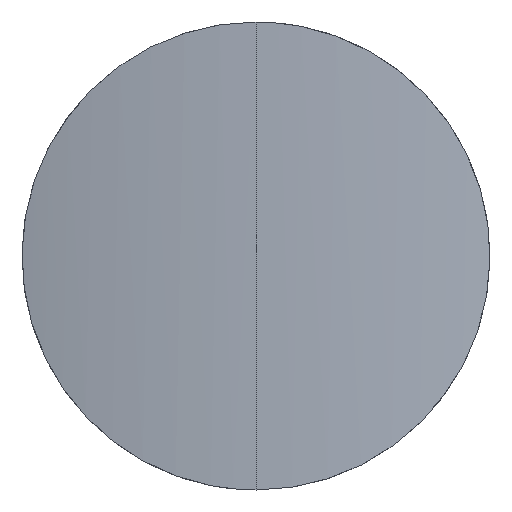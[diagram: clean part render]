
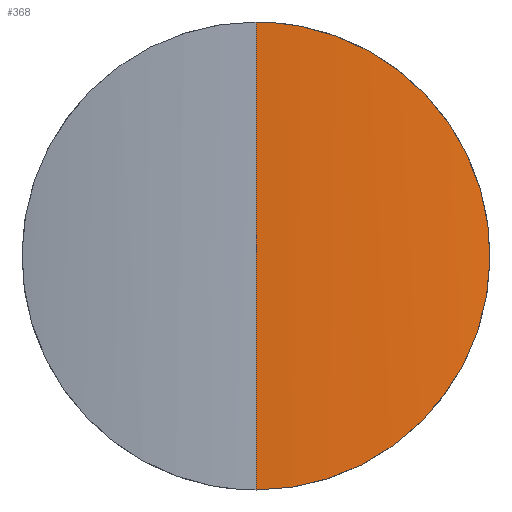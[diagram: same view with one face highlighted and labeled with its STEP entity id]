
A CAD part, left-side view. The second image highlights one B-rep face of the part: STEP entity #368.
In plain terms, the highlighted cylindrical face has radius 53 mm (diameter 106 mm), a partial arc.
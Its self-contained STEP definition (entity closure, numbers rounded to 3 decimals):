
#10 = CARTESIAN_POINT ( 'NONE',  ( 0.322, -5.865, 1.547 ) ) ;
#12 = CARTESIAN_POINT ( 'NONE',  ( 0.98, -10.153, 17.564 ) ) ;
#13 = CARTESIAN_POINT ( 'NONE',  ( 0.133, -3.767, 0.616 ) ) ;
#15 = CARTESIAN_POINT ( 'NONE',  ( 0.085, -3.031, 0.393 ) ) ;
#19 = CARTESIAN_POINT ( 'NONE',  ( 0.134, -3.785, 22.778 ) ) ;
#21 = EDGE_CURVE ( 'NONE', #98, #37, #339, .T. ) ;
#23 = CARTESIAN_POINT ( 'NONE',  ( 0., 0., 23.4 ) ) ;
#26 = CARTESIAN_POINT ( 'NONE',  ( 0., 0., 23.4 ) ) ;
#30 = DIRECTION ( 'NONE',  ( 0., 0., -1. ) ) ;
#37 = VERTEX_POINT ( 'NONE', #26 ) ;
#44 = CARTESIAN_POINT ( 'NONE',  ( 0.16, -4.132, 0.747 ) ) ;
#46 = LINE ( 'NONE', #23, #255 ) ;
#48 = CARTESIAN_POINT ( 'NONE',  ( 1.22, -11.307, 14.731 ) ) ;
#55 = EDGE_CURVE ( 'NONE', #37, #98, #46, .T. ) ;
#69 = ORIENTED_EDGE ( 'NONE', *, *, #21, .T. ) ;
#73 = CARTESIAN_POINT ( 'NONE',  ( 1.143, -10.948, 7.557 ) ) ;
#75 = CARTESIAN_POINT ( 'NONE',  ( 0.017, -1.537, 0.076 ) ) ;
#79 = CARTESIAN_POINT ( 'NONE',  ( 1.17, -11.078, 7.915 ) ) ;
#84 = CARTESIAN_POINT ( 'NONE',  ( 0.066, -2.676, 23.096 ) ) ;
#87 = CARTESIAN_POINT ( 'NONE',  ( 0., 0., 23.4 ) ) ;
#92 = AXIS2_PLACEMENT_3D ( 'NONE', #256, #30, #111 ) ;
#95 = ORIENTED_EDGE ( 'NONE', *, *, #55, .T. ) ;
#98 = VERTEX_POINT ( 'NONE', #239 ) ;
#101 = CARTESIAN_POINT ( 'NONE',  ( 0.48, -7.127, 2.413 ) ) ;
#103 = CARTESIAN_POINT ( 'NONE',  ( 1.24, -11.396, 9.024 ) ) ;
#106 = CARTESIAN_POINT ( 'NONE',  ( 0.693, -8.544, 19.702 ) ) ;
#107 = CARTESIAN_POINT ( 'NONE',  ( 0.065, -2.66, 0.3 ) ) ;
#109 = CARTESIAN_POINT ( 'NONE',  ( 1.24, -11.4, 14.36 ) ) ;
#110 = CYLINDRICAL_SURFACE ( 'NONE', #92, 53. ) ;
#111 = DIRECTION ( 'NONE',  ( -1., 0., 0. ) ) ;
#131 = CARTESIAN_POINT ( 'NONE',  ( 0.565, -7.738, 20.508 ) ) ;
#135 = CARTESIAN_POINT ( 'NONE',  ( 0.861, -9.517, 18.516 ) ) ;
#158 = CARTESIAN_POINT ( 'NONE',  ( 0., -0.775, 0. ) ) ;
#162 = CARTESIAN_POINT ( 'NONE',  ( 0.977, -10.132, 5.837 ) ) ;
#164 = CARTESIAN_POINT ( 'NONE',  ( 1.308, -11.7, 12.475 ) ) ;
#169 = CARTESIAN_POINT ( 'NONE',  ( 1.172, -11.084, 15.467 ) ) ;
#192 = CARTESIAN_POINT ( 'NONE',  ( 1.29, -11.624, 10.159 ) ) ;
#194 = CARTESIAN_POINT ( 'NONE',  ( 0.254, -5.19, 22.193 ) ) ;
#195 = CARTESIAN_POINT ( 'NONE',  ( 1.308, -11.7, 10.925 ) ) ;
#218 = CARTESIAN_POINT ( 'NONE',  ( 0.939, -9.934, 5.507 ) ) ;
#223 = CARTESIAN_POINT ( 'NONE',  ( 0.324, -5.863, 21.832 ) ) ;
#224 = CARTESIAN_POINT ( 'NONE',  ( 1.219, -11.302, 8.648 ) ) ;
#227 = DIRECTION ( 'NONE',  ( 0., 0., -1. ) ) ;
#229 = CARTESIAN_POINT ( 'NONE',  ( 0., -0.775, 23.4 ) ) ;
#239 = CARTESIAN_POINT ( 'NONE',  ( 0., 0., 0. ) ) ;
#244 = CARTESIAN_POINT ( 'NONE',  ( 0.25, -5.194, 1.188 ) ) ;
#246 = CARTESIAN_POINT ( 'NONE',  ( 0.564, -7.72, 2.9 ) ) ;
#248 = CARTESIAN_POINT ( 'NONE',  ( 0.362, -6.194, 21.633 ) ) ;
#249 = CARTESIAN_POINT ( 'NONE',  ( 0.439, -6.817, 2.183 ) ) ;
#255 = VECTOR ( 'NONE', #227, 1000. ) ;
#256 = CARTESIAN_POINT ( 'NONE',  ( 53., 0., 23.4 ) ) ;
#267 = EDGE_LOOP ( 'NONE', ( #69, #95 ) ) ;
#276 = CARTESIAN_POINT ( 'NONE',  ( 0.221, -4.846, 22.356 ) ) ;
#277 = CARTESIAN_POINT ( 'NONE',  ( 0.734, -8.809, 3.962 ) ) ;
#279 = CARTESIAN_POINT ( 'NONE',  ( 1.052, -10.512, 16.894 ) ) ;
#280 = CARTESIAN_POINT ( 'NONE',  ( 0.819, -9.287, 18.826 ) ) ;
#296 = CARTESIAN_POINT ( 'NONE',  ( 1.049, -10.493, 6.51 ) ) ;
#298 = CARTESIAN_POINT ( 'NONE',  ( 0., 0., 0. ) ) ;
#302 = CARTESIAN_POINT ( 'NONE',  ( 0.161, -4.144, 22.648 ) ) ;
#303 = CARTESIAN_POINT ( 'NONE',  ( 1.29, -11.624, 13.237 ) ) ;
#304 = CARTESIAN_POINT ( 'NONE',  ( 0.735, -8.8, 19.419 ) ) ;
#305 = FACE_OUTER_BOUND ( 'NONE', #267, .T. ) ;
#330 = CARTESIAN_POINT ( 'NONE',  ( 0.607, -8.002, 3.156 ) ) ;
#332 = CARTESIAN_POINT ( 'NONE',  ( 1.144, -10.953, 15.832 ) ) ;
#336 = CARTESIAN_POINT ( 'NONE',  ( 0.087, -3.052, 23.001 ) ) ;
#339 = B_SPLINE_CURVE_WITH_KNOTS ( 'NONE', 3,
 ( #298, #158, #75, #107, #15, #13, #44, #244, #10, #249, #101, #246, #330, #277, #356, #218, #162, #296, #358, #73, #79, #224, #103, #192, #195, #164, #303, #109, #48, #169, #332, #279, #12, #135, #280, #304, #106, #131, #353, #248, #223, #194, #276, #302, #19, #336, #84, #365, #229, #87 ),
 .UNSPECIFIED., .F., .F.,
 ( 4, 2, 2, 2, 2, 2, 2, 2, 2, 2, 2, 2, 2, 2, 2, 2, 2, 2, 2, 2, 2, 2, 2, 2, 4 ),
 ( 0.018, 0.021, 0.022, 0.023, 0.025, 0.026, 0.028, 0.03, 0.031, 0.032, 0.033, 0.034, 0.037, 0.039, 0.04, 0.041, 0.044, 0.045, 0.046, 0.048, 0.049, 0.05, 0.052, 0.053, 0.055 ),
 .UNSPECIFIED. ) ;
#353 = CARTESIAN_POINT ( 'NONE',  ( 0.481, -7.151, 20.992 ) ) ;
#356 = CARTESIAN_POINT ( 'NONE',  ( 0.819, -9.292, 4.549 ) ) ;
#358 = CARTESIAN_POINT ( 'NONE',  ( 1.082, -10.656, 6.854 ) ) ;
#365 = CARTESIAN_POINT ( 'NONE',  ( 0.017, -1.541, 23.324 ) ) ;
#368 = ADVANCED_FACE ( 'NONE', ( #305 ), #110, .T. ) ;
